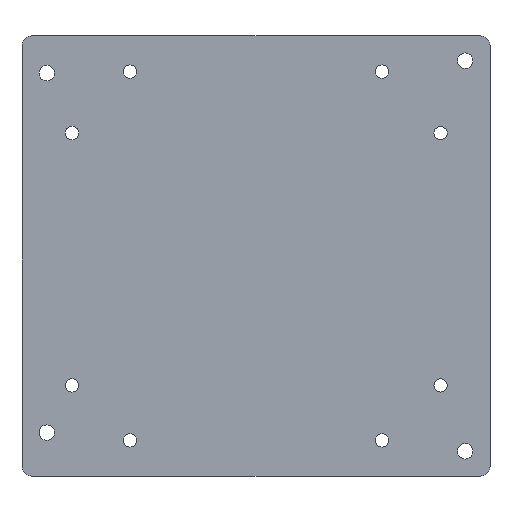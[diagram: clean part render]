
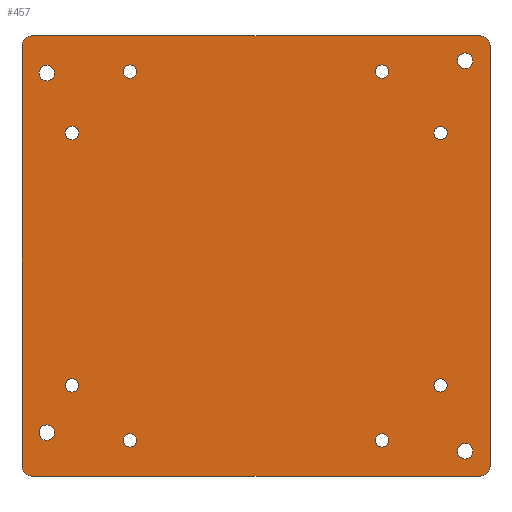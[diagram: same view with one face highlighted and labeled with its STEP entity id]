
A CAD part, top view. The second image highlights one B-rep face of the part: STEP entity #457.
In plain terms, the highlighted planar face has unit normal (0, 0, 1).
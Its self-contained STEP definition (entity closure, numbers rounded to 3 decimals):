
#15=FACE_BOUND('',#88,.T.);
#16=FACE_BOUND('',#89,.T.);
#17=FACE_BOUND('',#90,.T.);
#18=FACE_BOUND('',#91,.T.);
#19=FACE_BOUND('',#92,.T.);
#20=FACE_BOUND('',#93,.T.);
#21=FACE_BOUND('',#94,.T.);
#22=FACE_BOUND('',#95,.T.);
#23=FACE_BOUND('',#96,.T.);
#24=FACE_BOUND('',#97,.T.);
#25=FACE_BOUND('',#98,.T.);
#26=FACE_BOUND('',#99,.T.);
#43=PLANE('',#525);
#65=FACE_OUTER_BOUND('',#87,.T.);
#87=EDGE_LOOP('',(#381,#382,#383,#384,#385,#386,#387,#388));
#88=EDGE_LOOP('',(#389));
#89=EDGE_LOOP('',(#390));
#90=EDGE_LOOP('',(#391));
#91=EDGE_LOOP('',(#392));
#92=EDGE_LOOP('',(#393));
#93=EDGE_LOOP('',(#394));
#94=EDGE_LOOP('',(#395));
#95=EDGE_LOOP('',(#396));
#96=EDGE_LOOP('',(#397));
#97=EDGE_LOOP('',(#398));
#98=EDGE_LOOP('',(#399));
#99=EDGE_LOOP('',(#400));
#128=LINE('',#751,#156);
#132=LINE('',#763,#160);
#136=LINE('',#775,#164);
#140=LINE('',#785,#168);
#156=VECTOR('',#624,10.);
#160=VECTOR('',#636,10.);
#164=VECTOR('',#648,10.);
#168=VECTOR('',#660,10.);
#170=CIRCLE('',#475,1.375);
#172=CIRCLE('',#478,1.375);
#174=CIRCLE('',#481,1.375);
#176=CIRCLE('',#484,1.375);
#178=CIRCLE('',#487,1.375);
#180=CIRCLE('',#490,1.375);
#182=CIRCLE('',#493,1.375);
#184=CIRCLE('',#496,1.375);
#185=CIRCLE('',#498,1.59);
#187=CIRCLE('',#501,1.59);
#189=CIRCLE('',#504,1.59);
#191=CIRCLE('',#507,1.59);
#194=CIRCLE('',#511,2.);
#196=CIRCLE('',#515,2.);
#198=CIRCLE('',#519,2.);
#200=CIRCLE('',#523,2.);
#202=VERTEX_POINT('',#669);
#204=VERTEX_POINT('',#675);
#206=VERTEX_POINT('',#681);
#208=VERTEX_POINT('',#687);
#210=VERTEX_POINT('',#693);
#212=VERTEX_POINT('',#699);
#214=VERTEX_POINT('',#705);
#216=VERTEX_POINT('',#711);
#217=VERTEX_POINT('',#715);
#219=VERTEX_POINT('',#721);
#221=VERTEX_POINT('',#727);
#223=VERTEX_POINT('',#733);
#227=VERTEX_POINT('',#742);
#228=VERTEX_POINT('',#744);
#230=VERTEX_POINT('',#750);
#232=VERTEX_POINT('',#756);
#234=VERTEX_POINT('',#762);
#236=VERTEX_POINT('',#768);
#238=VERTEX_POINT('',#774);
#240=VERTEX_POINT('',#780);
#243=EDGE_CURVE('',#202,#202,#170,.T.);
#246=EDGE_CURVE('',#204,#204,#172,.T.);
#249=EDGE_CURVE('',#206,#206,#174,.T.);
#252=EDGE_CURVE('',#208,#208,#176,.T.);
#255=EDGE_CURVE('',#210,#210,#178,.T.);
#258=EDGE_CURVE('',#212,#212,#180,.T.);
#261=EDGE_CURVE('',#214,#214,#182,.T.);
#264=EDGE_CURVE('',#216,#216,#184,.T.);
#265=EDGE_CURVE('',#217,#217,#185,.T.);
#268=EDGE_CURVE('',#219,#219,#187,.T.);
#271=EDGE_CURVE('',#221,#221,#189,.T.);
#274=EDGE_CURVE('',#223,#223,#191,.T.);
#279=EDGE_CURVE('',#228,#227,#194,.T.);
#282=EDGE_CURVE('',#230,#228,#128,.T.);
#285=EDGE_CURVE('',#232,#230,#196,.T.);
#288=EDGE_CURVE('',#234,#232,#132,.T.);
#291=EDGE_CURVE('',#236,#234,#198,.T.);
#294=EDGE_CURVE('',#238,#236,#136,.T.);
#297=EDGE_CURVE('',#240,#238,#200,.T.);
#300=EDGE_CURVE('',#227,#240,#140,.T.);
#381=ORIENTED_EDGE('',*,*,#300,.T.);
#382=ORIENTED_EDGE('',*,*,#297,.T.);
#383=ORIENTED_EDGE('',*,*,#294,.T.);
#384=ORIENTED_EDGE('',*,*,#291,.T.);
#385=ORIENTED_EDGE('',*,*,#288,.T.);
#386=ORIENTED_EDGE('',*,*,#285,.T.);
#387=ORIENTED_EDGE('',*,*,#282,.T.);
#388=ORIENTED_EDGE('',*,*,#279,.T.);
#389=ORIENTED_EDGE('',*,*,#243,.T.);
#390=ORIENTED_EDGE('',*,*,#246,.T.);
#391=ORIENTED_EDGE('',*,*,#249,.T.);
#392=ORIENTED_EDGE('',*,*,#252,.T.);
#393=ORIENTED_EDGE('',*,*,#255,.T.);
#394=ORIENTED_EDGE('',*,*,#258,.T.);
#395=ORIENTED_EDGE('',*,*,#261,.T.);
#396=ORIENTED_EDGE('',*,*,#264,.T.);
#397=ORIENTED_EDGE('',*,*,#274,.T.);
#398=ORIENTED_EDGE('',*,*,#271,.T.);
#399=ORIENTED_EDGE('',*,*,#268,.T.);
#400=ORIENTED_EDGE('',*,*,#265,.T.);
#457=ADVANCED_FACE('',(#65,#15,#16,#17,#18,#19,#20,#21,#22,#23,#24,#25,
#26),#43,.T.);
#475=AXIS2_PLACEMENT_3D('',#671,#534,#535);
#478=AXIS2_PLACEMENT_3D('',#677,#541,#542);
#481=AXIS2_PLACEMENT_3D('',#683,#548,#549);
#484=AXIS2_PLACEMENT_3D('',#689,#555,#556);
#487=AXIS2_PLACEMENT_3D('',#695,#562,#563);
#490=AXIS2_PLACEMENT_3D('',#701,#569,#570);
#493=AXIS2_PLACEMENT_3D('',#707,#576,#577);
#496=AXIS2_PLACEMENT_3D('',#713,#583,#584);
#498=AXIS2_PLACEMENT_3D('',#716,#587,#588);
#501=AXIS2_PLACEMENT_3D('',#722,#594,#595);
#504=AXIS2_PLACEMENT_3D('',#728,#601,#602);
#507=AXIS2_PLACEMENT_3D('',#734,#608,#609);
#511=AXIS2_PLACEMENT_3D('',#745,#618,#619);
#515=AXIS2_PLACEMENT_3D('',#757,#630,#631);
#519=AXIS2_PLACEMENT_3D('',#769,#642,#643);
#523=AXIS2_PLACEMENT_3D('',#781,#654,#655);
#525=AXIS2_PLACEMENT_3D('',#786,#661,#662);
#534=DIRECTION('center_axis',(0.,0.,-1.));
#535=DIRECTION('ref_axis',(-1.,0.,0.));
#541=DIRECTION('center_axis',(0.,0.,-1.));
#542=DIRECTION('ref_axis',(-1.,0.,0.));
#548=DIRECTION('center_axis',(0.,0.,-1.));
#549=DIRECTION('ref_axis',(-1.,0.,0.));
#555=DIRECTION('center_axis',(0.,0.,-1.));
#556=DIRECTION('ref_axis',(-1.,0.,0.));
#562=DIRECTION('center_axis',(0.,0.,-1.));
#563=DIRECTION('ref_axis',(-1.,0.,0.));
#569=DIRECTION('center_axis',(0.,0.,-1.));
#570=DIRECTION('ref_axis',(-1.,0.,0.));
#576=DIRECTION('center_axis',(0.,0.,-1.));
#577=DIRECTION('ref_axis',(-1.,0.,0.));
#583=DIRECTION('center_axis',(0.,0.,-1.));
#584=DIRECTION('ref_axis',(-1.,0.,0.));
#587=DIRECTION('center_axis',(0.,0.,-1.));
#588=DIRECTION('ref_axis',(1.,0.,0.));
#594=DIRECTION('center_axis',(0.,0.,-1.));
#595=DIRECTION('ref_axis',(1.,0.,0.));
#601=DIRECTION('center_axis',(0.,0.,-1.));
#602=DIRECTION('ref_axis',(1.,0.,0.));
#608=DIRECTION('center_axis',(0.,0.,-1.));
#609=DIRECTION('ref_axis',(1.,0.,0.));
#618=DIRECTION('center_axis',(0.,0.,1.));
#619=DIRECTION('ref_axis',(0.,1.,0.));
#624=DIRECTION('',(-1.,0.,0.));
#630=DIRECTION('center_axis',(0.,0.,1.));
#631=DIRECTION('ref_axis',(1.,0.,0.));
#636=DIRECTION('',(0.,1.,0.));
#642=DIRECTION('center_axis',(0.,0.,1.));
#643=DIRECTION('ref_axis',(0.,-1.,0.));
#648=DIRECTION('',(1.,0.,0.));
#654=DIRECTION('center_axis',(0.,0.,1.));
#655=DIRECTION('ref_axis',(-1.,0.,0.));
#660=DIRECTION('',(0.,-1.,0.));
#661=DIRECTION('center_axis',(0.,0.,1.));
#662=DIRECTION('ref_axis',(1.,0.,0.));
#669=CARTESIAN_POINT('',(-36.33,25.17,1.));
#671=CARTESIAN_POINT('Origin',(-37.705,25.17,1.));
#675=CARTESIAN_POINT('',(39.205,25.17,1.));
#677=CARTESIAN_POINT('Origin',(37.83,25.17,1.));
#681=CARTESIAN_POINT('',(39.205,-26.511,1.));
#683=CARTESIAN_POINT('Origin',(37.83,-26.511,1.));
#687=CARTESIAN_POINT('',(-36.33,-26.511,1.));
#689=CARTESIAN_POINT('Origin',(-37.705,-26.511,1.));
#693=CARTESIAN_POINT('',(-24.466,37.768,1.));
#695=CARTESIAN_POINT('Origin',(-25.841,37.768,1.));
#699=CARTESIAN_POINT('',(-24.466,-37.767,1.));
#701=CARTESIAN_POINT('Origin',(-25.841,-37.767,1.));
#705=CARTESIAN_POINT('',(27.215,-37.767,1.));
#707=CARTESIAN_POINT('Origin',(25.84,-37.767,1.));
#711=CARTESIAN_POINT('',(27.215,37.768,1.));
#713=CARTESIAN_POINT('Origin',(25.84,37.768,1.));
#715=CARTESIAN_POINT('',(-44.455,-36.195,1.));
#716=CARTESIAN_POINT('Origin',(-42.865,-36.195,1.));
#721=CARTESIAN_POINT('',(41.275,-40.005,1.));
#722=CARTESIAN_POINT('Origin',(42.865,-40.005,1.));
#727=CARTESIAN_POINT('',(-44.455,37.465,1.));
#728=CARTESIAN_POINT('Origin',(-42.865,37.465,1.));
#733=CARTESIAN_POINT('',(41.275,40.005,1.));
#734=CARTESIAN_POINT('Origin',(42.865,40.005,1.));
#742=CARTESIAN_POINT('',(-47.945,43.085,1.));
#744=CARTESIAN_POINT('',(-45.945,45.085,1.));
#745=CARTESIAN_POINT('Origin',(-45.945,43.085,1.));
#750=CARTESIAN_POINT('',(45.945,45.085,1.));
#751=CARTESIAN_POINT('',(47.945,45.085,1.));
#756=CARTESIAN_POINT('',(47.945,43.085,1.));
#757=CARTESIAN_POINT('Origin',(45.945,43.085,1.));
#762=CARTESIAN_POINT('',(47.945,-43.085,1.));
#763=CARTESIAN_POINT('',(47.945,-40.005,1.));
#768=CARTESIAN_POINT('',(45.945,-45.085,1.));
#769=CARTESIAN_POINT('Origin',(45.945,-43.085,1.));
#774=CARTESIAN_POINT('',(-45.945,-45.085,1.));
#775=CARTESIAN_POINT('',(-47.945,-45.085,1.));
#780=CARTESIAN_POINT('',(-47.945,-43.085,1.));
#781=CARTESIAN_POINT('Origin',(-45.945,-43.085,1.));
#785=CARTESIAN_POINT('',(-47.945,45.085,1.));
#786=CARTESIAN_POINT('Origin',(0.,0.,1.));
